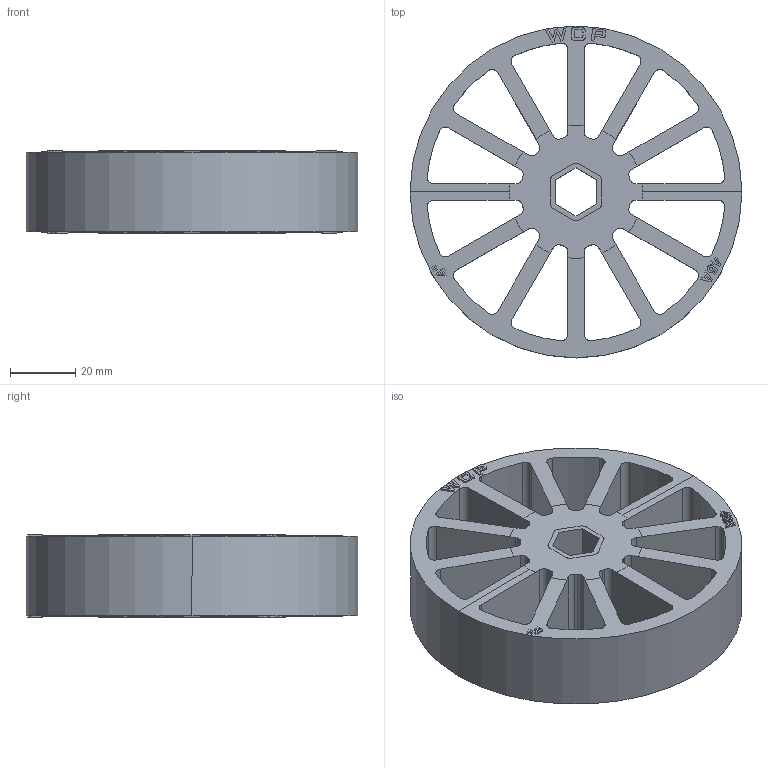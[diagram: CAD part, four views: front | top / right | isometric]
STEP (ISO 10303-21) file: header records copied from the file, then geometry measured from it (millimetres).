
FILE_DESCRIPTION (( 'STEP AP214' ), '1' );
FILE_NAME ('WCP-1303 Rev1.step', '2025-04-09T23:23:33', ( '' ), ( '' ), 'SwSTEP 2.0', 'SolidWorks 2022', '' );
FILE_SCHEMA (( 'AUTOMOTIVE_DESIGN' ));
Length unit declared in the file: inch
Products named in the file (3): WCP-1303 Rev1; 4.000in x 1.000in Straight Flex Wheel (0.500in Hex) Overmold Rev1_45A; WCP-1293-001 Rev1
Assembly tree (2 placements, depth 2):
  WCP-1303 Rev1
    4.000in x 1.000in Straight Flex Wheel (0.500in Hex) Overmold Rev1_45A
    WCP-1293-001 Rev1
Bounding box: 101.6 x 101.6 x 25.4 mm (x, y, z)
Volume: 100675.8 mm3; surface area: 48759.1 mm2
Topology: 2 solids, 2 shells, 1164 faces, 3012 edges, 1810 vertices
Faces by surface type: plane 376, cylinder 356, bspline 340, torus 64, cone 28
Entity records: 45078 total; most frequent: CARTESIAN_POINT 19911, ORIENTED_EDGE 6024, DIRECTION 4292, EDGE_CURVE 3012, VERTEX_POINT 1810, AXIS2_PLACEMENT_3D 1549, EDGE_LOOP 1198, VECTOR 1194
